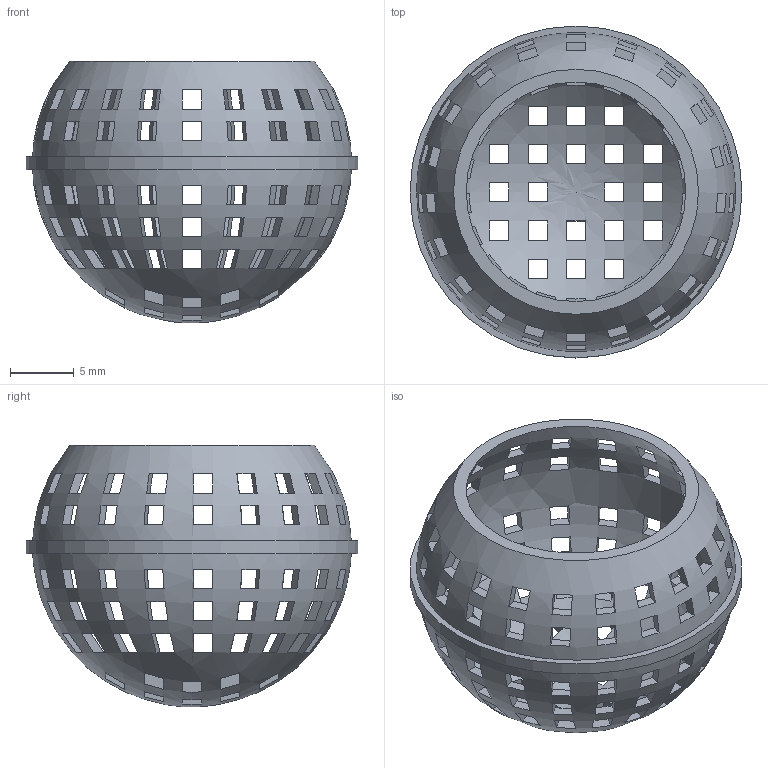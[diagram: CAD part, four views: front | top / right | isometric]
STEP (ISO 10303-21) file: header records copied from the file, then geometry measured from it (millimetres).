
FILE_DESCRIPTION(/* description */ (''),/* implementation_level */ '2;1');
FILE_NAME(/* name */ 'Mic Hat Case Wind Shield.step',/* time_stamp */ '2024-08-11T11:39:39+02:00',/* author */ (''),/* organization */ (''),/* preprocessor_version */ 'ST-DEVELOPER v20',/* originating_system */ 'Autodesk Translation Framework v13.14.0.145',/* authorisation */ '');
FILE_SCHEMA (('AUTOMOTIVE_DESIGN { 1 0 10303 214 3 1 1 }'));
Length unit declared in the file: millimetre
Products named in the file (1): Mic Hat Case Wind Shield
Bounding box: 26 x 26 x 20.51 mm (x, y, z)
Volume: 975.1 mm3; surface area: 3213.3 mm2
Topology: 1 solids, 1 shells, 487 faces, 1464 edges, 976 vertices
Faces by surface type: plane 483, bspline 3, cylinder 1
Full cylindrical faces by diameter (mm): 26 x1
Entity records: 18095 total; most frequent: CARTESIAN_POINT 6354, ORIENTED_EDGE 2924, DIRECTION 1473, EDGE_CURVE 1462, VERTEX_POINT 976, B_SPLINE_CURVE_WITH_KNOTS 970, EDGE_LOOP 726, AXIS2_PLACEMENT_3D 496
